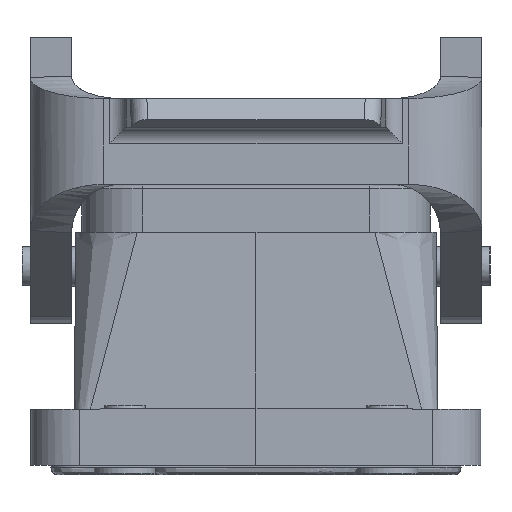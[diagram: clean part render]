
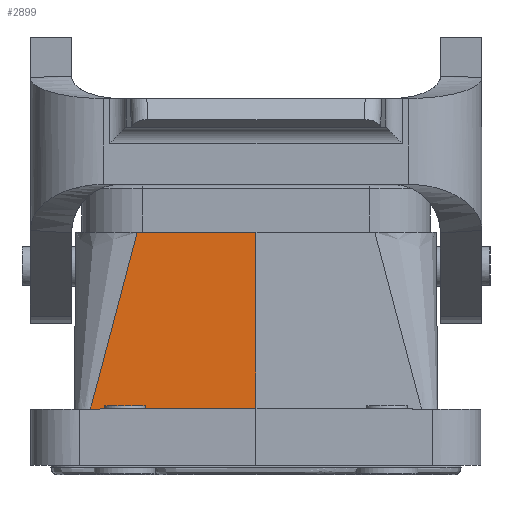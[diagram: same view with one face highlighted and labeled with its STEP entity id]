
A CAD part, left-side view. The second image highlights one B-rep face of the part: STEP entity #2899.
In plain terms, the highlighted planar face has unit normal (-1, 0.005, 0.026).
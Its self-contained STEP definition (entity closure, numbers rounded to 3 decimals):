
#2474=FACE_OUTER_BOUND('',#3987,.T.);
#2899=ADVANCED_FACE('',(#2474),#3394,.T.);
#3394=PLANE('',#12309);
#3987=EDGE_LOOP('',(#4765,#4766,#4767,#4768,#4769));
#4765=ORIENTED_EDGE('',*,*,#8116,.T.);
#4766=ORIENTED_EDGE('',*,*,#8117,.F.);
#4767=ORIENTED_EDGE('',*,*,#8118,.F.);
#4768=ORIENTED_EDGE('',*,*,#8119,.F.);
#4769=ORIENTED_EDGE('',*,*,#8120,.T.);
#7247=VERTEX_POINT('',#16557);
#7248=VERTEX_POINT('',#16558);
#7249=VERTEX_POINT('',#16560);
#7250=VERTEX_POINT('',#16562);
#7251=VERTEX_POINT('',#16564);
#8116=EDGE_CURVE('',#7247,#7248,#9988,.T.);
#8117=EDGE_CURVE('',#7249,#7248,#9989,.T.);
#8118=EDGE_CURVE('',#7250,#7249,#9990,.T.);
#8119=EDGE_CURVE('',#7251,#7250,#9991,.T.);
#8120=EDGE_CURVE('',#7251,#7247,#9220,.T.);
#9220=B_SPLINE_CURVE_WITH_KNOTS('',3,(#16565,#16566,#16567,#16568),
 .UNSPECIFIED.,.F.,.F.,(4,4),(0.,1.),.UNSPECIFIED.);
#9988=LINE('',#16556,#10935);
#9989=LINE('',#16559,#10936);
#9990=LINE('',#16561,#10937);
#9991=LINE('',#16563,#10938);
#10935=VECTOR('',#13353,1.);
#10936=VECTOR('',#13354,1.);
#10937=VECTOR('',#13355,1.);
#10938=VECTOR('',#13356,1.);
#12309=AXIS2_PLACEMENT_3D('',#16569,#13357,#13358);
#13353=DIRECTION('',(-0.024,0.256,-0.967));
#13354=DIRECTION('',(0.005,1.,-0.005));
#13355=DIRECTION('',(-0.026,0.,-1.));
#13356=DIRECTION('',(-0.005,-1.,0.));
#13357=DIRECTION('',(-1.,0.005,0.026));
#13358=DIRECTION('',(0.026,0.,1.));
#16556=CARTESIAN_POINT('',(-60.691,17.366,-5.06));
#16557=CARTESIAN_POINT('',(-60.846,19.013,-11.291));
#16558=CARTESIAN_POINT('',(-60.96,20.233,-15.906));
#16559=CARTESIAN_POINT('',(-61.064,-0.11,-15.799));
#16560=CARTESIAN_POINT('',(-61.063,0.,-15.8));
#16561=CARTESIAN_POINT('',(-60.5,0.,5.718));
#16562=CARTESIAN_POINT('',(-60.5,0.,5.7));
#16563=CARTESIAN_POINT('',(-60.614,-21.696,5.7));
#16564=CARTESIAN_POINT('',(-60.424,14.521,5.7));
#16565=CARTESIAN_POINT('',(-60.424,14.521,5.7));
#16566=CARTESIAN_POINT('',(-60.565,16.018,0.036));
#16567=CARTESIAN_POINT('',(-60.705,17.516,-5.627));
#16568=CARTESIAN_POINT('',(-60.846,19.013,-11.291));
#16569=CARTESIAN_POINT('',(-60.5,0.,5.718));
